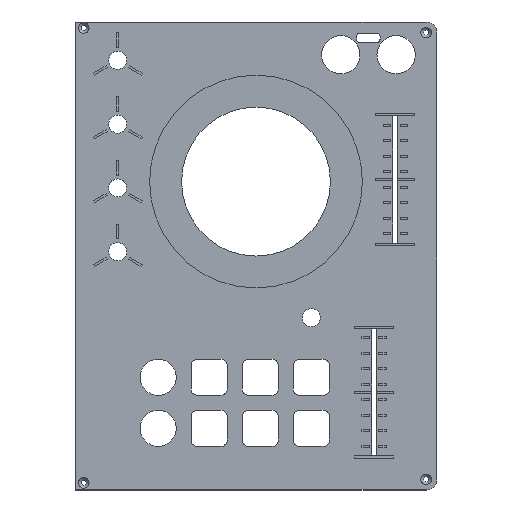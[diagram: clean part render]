
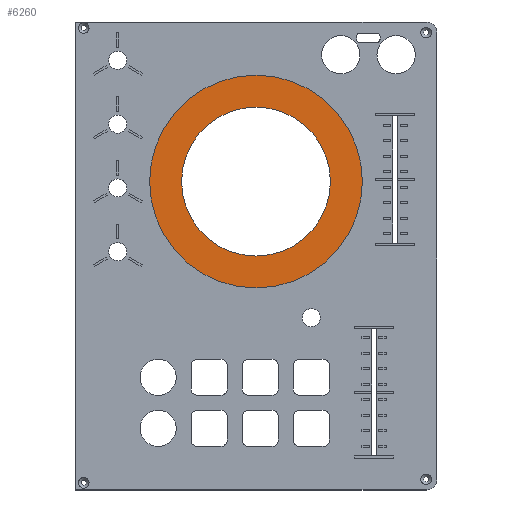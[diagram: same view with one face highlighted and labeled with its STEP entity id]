
A CAD part, top view. The second image highlights one B-rep face of the part: STEP entity #6260.
In plain terms, the highlighted planar face has unit normal (0, 0, 1).
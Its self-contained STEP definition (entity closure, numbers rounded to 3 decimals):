
#105=FACE_BOUND('',#981,.T.);
#184=PLANE('',#6710);
#546=FACE_OUTER_BOUND('',#980,.T.);
#980=EDGE_LOOP('',(#5182));
#981=EDGE_LOOP('',(#5183));
#2902=CIRCLE('',#6709,50.);
#2903=CIRCLE('',#6711,35.);
#3336=VERTEX_POINT('',#9683);
#3337=VERTEX_POINT('',#9687);
#4020=EDGE_CURVE('',#3336,#3336,#2902,.T.);
#4021=EDGE_CURVE('',#3337,#3337,#2903,.T.);
#5182=ORIENTED_EDGE('',*,*,#4020,.T.);
#5183=ORIENTED_EDGE('',*,*,#4021,.T.);
#6260=ADVANCED_FACE('',(#546,#105),#184,.T.);
#6709=AXIS2_PLACEMENT_3D('',#9685,#7774,#7775);
#6710=AXIS2_PLACEMENT_3D('',#9686,#7776,#7777);
#6711=AXIS2_PLACEMENT_3D('',#9688,#7778,#7779);
#7774=DIRECTION('center_axis',(0.,0.,1.));
#7775=DIRECTION('ref_axis',(-1.,0.,0.));
#7776=DIRECTION('center_axis',(0.,0.,1.));
#7777=DIRECTION('ref_axis',(-1.,0.,0.));
#7778=DIRECTION('center_axis',(0.,0.,-1.));
#7779=DIRECTION('ref_axis',(-1.,0.,0.));
#9683=CARTESIAN_POINT('',(370.,125.,29.));
#9685=CARTESIAN_POINT('Origin',(320.,125.,29.));
#9686=CARTESIAN_POINT('Origin',(320.,125.,29.));
#9687=CARTESIAN_POINT('',(355.,125.,29.));
#9688=CARTESIAN_POINT('Origin',(320.,125.,29.));
